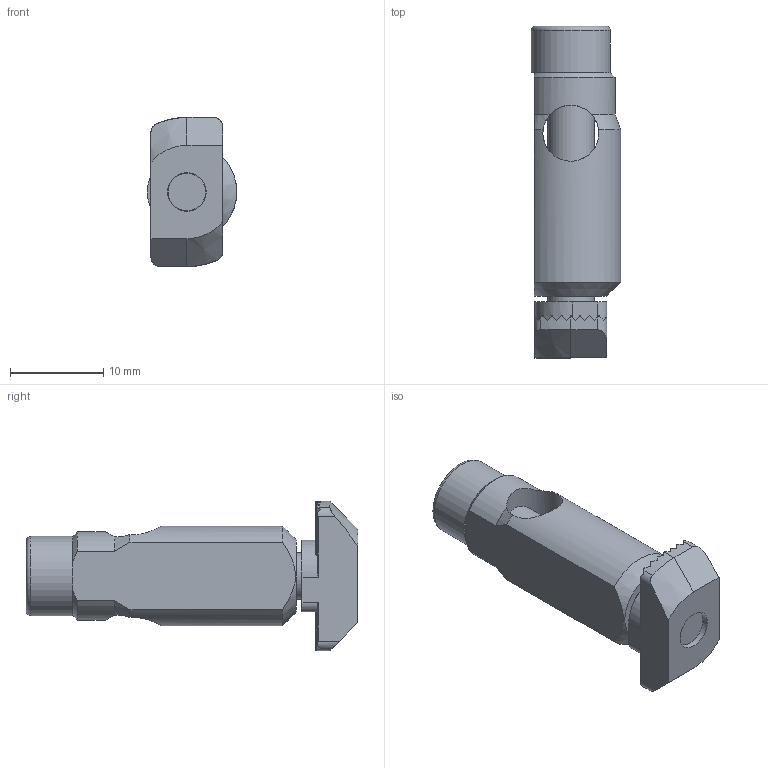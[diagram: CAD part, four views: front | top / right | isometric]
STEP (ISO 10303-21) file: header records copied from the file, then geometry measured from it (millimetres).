
FILE_DESCRIPTION(/* description */ (''),/* implementation_level */ '2;1');
FILE_NAME(/* name */ '340530.stp',/* time_stamp */ '2023-02-24T10:55:47+01:00',/* author */ ('Špaček'),/* organization */ ('Alutec K&K'),/* preprocessor_version */ 'ST-DEVELOPER v18.1',/* originating_system */ 'Autodesk Inventor 2021',/* authorisation */ '');
FILE_SCHEMA (('AUTOMOTIVE_DESIGN { 1 0 10303 214 3 1 1 }'));
Length unit declared in the file: millimetre
Products named in the file (4): 340530; 340530.1; 200530-1; 210035
Assembly tree (3 placements, depth 2):
  340530
    340530.1
    200530-1
    210035
Bounding box: 9.6 x 35.6 x 16 mm (x, y, z)
Volume: 2493.8 mm3; surface area: 2488.6 mm2
Topology: 3 solids, 3 shells, 118 faces, 329 edges, 217 vertices
Faces by surface type: plane 67, cylinder 39, cone 10, torus 2
Full cylindrical faces by diameter (mm): 4.134 x1, 5 x3, 6 x2, 8.5 x1
Entity records: 4357 total; most frequent: CARTESIAN_POINT 1390, ORIENTED_EDGE 656, DIRECTION 520, EDGE_CURVE 328, VERTEX_POINT 217, AXIS2_PLACEMENT_3D 179, LINE 162, VECTOR 162
